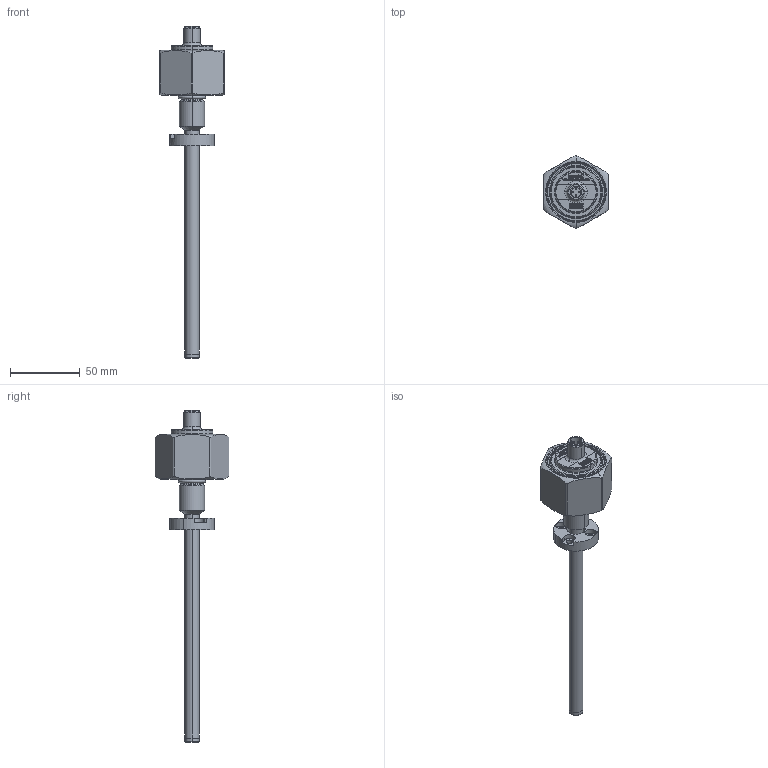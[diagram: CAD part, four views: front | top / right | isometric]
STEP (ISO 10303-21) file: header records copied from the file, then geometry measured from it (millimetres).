
FILE_DESCRIPTION (( 'STEP AP214' ), '1' );
FILE_NAME ('TIM_Schraubflansch_Stecker_M12.STEP', '2014-04-03T06:32:25', ( 'dummy' ), ( 'Microsoft' ), 'SwSTEP 2.0', 'SolidWorks 2013', '' );
FILE_SCHEMA (( 'AUTOMOTIVE_DESIGN' ));
Length unit declared in the file: millimetre
Products named in the file (1): TIM_Schraubflansch_Stecker_M12
Bounding box: 46 x 52.6 x 237.25 mm (x, y, z)
Surface area: 21248.2 mm2 (no closed solid volume)
Topology: 0 solids, 34 shells, 284 faces, 1823 edges, 1548 vertices
Faces by surface type: plane 139, cylinder 69, torus 32, bspline 32, cone 12
Entity records: 25753 total; most frequent: CARTESIAN_POINT 10328, ORIENTED_EDGE 2300, DIRECTION 1971, EDGE_CURVE 1823, VERTEX_POINT 1548, LINE 981, VECTOR 981, B_SPLINE_CURVE_WITH_KNOTS 600
